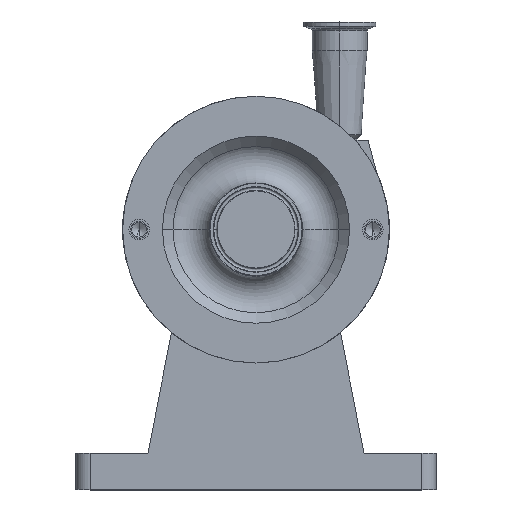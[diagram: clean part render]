
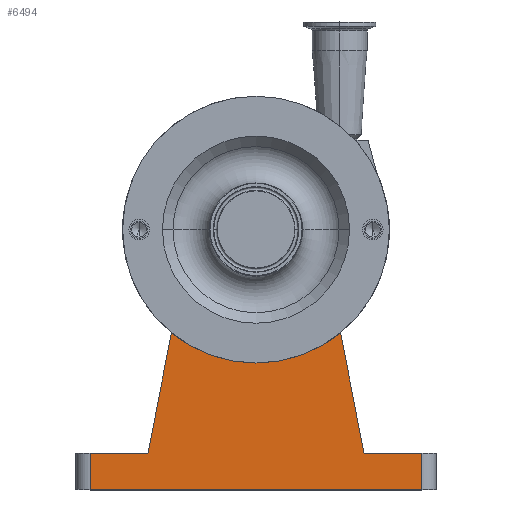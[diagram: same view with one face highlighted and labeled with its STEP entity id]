
A CAD part, top view. The second image highlights one B-rep face of the part: STEP entity #6494.
In plain terms, the highlighted planar face has unit normal (0, 0, 1).
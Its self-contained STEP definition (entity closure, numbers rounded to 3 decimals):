
#1706 = CARTESIAN_POINT ( 'NONE',  ( -47.697, -15., 125. ) ) ;
#1710 = CARTESIAN_POINT ( 'NONE',  ( 47.697, -15., 125. ) ) ;
#1746 = DIRECTION ( 'NONE',  ( 1., 0., 0. ) ) ;
#1747 = DIRECTION ( 'NONE',  ( 0., 0., -1. ) ) ;
#1756 = CIRCLE ( 'NONE', #1775, 50. ) ;
#1767 = CARTESIAN_POINT ( 'NONE',  ( 0., 0., 125. ) ) ;
#1775 = AXIS2_PLACEMENT_3D ( 'NONE', #1767, #1747, #1746 ) ;
#2276 = LINE ( 'NONE', #2325, #2322 ) ;
#2322 = VECTOR ( 'NONE', #2324, 1000. ) ;
#2324 = DIRECTION ( 'NONE',  ( -0.191, -0.982, 0. ) ) ;
#2325 = CARTESIAN_POINT ( 'NONE',  ( -47.697, -15., 125. ) ) ;
#2327 = DIRECTION ( 'NONE',  ( -0.191, 0.982, 0. ) ) ;
#2328 = VECTOR ( 'NONE', #2327, 1000. ) ;
#2333 = LINE ( 'NONE', #2334, #2328 ) ;
#2334 = CARTESIAN_POINT ( 'NONE',  ( 74.91, -155., 125. ) ) ;
#2960 = CARTESIAN_POINT ( 'NONE',  ( 115., -155., 125. ) ) ;
#3003 = DIRECTION ( 'NONE',  ( 0., 1., 0. ) ) ;
#3004 = VECTOR ( 'NONE', #3003, 1000. ) ;
#3011 = CARTESIAN_POINT ( 'NONE',  ( 115., -180., 125. ) ) ;
#3012 = CARTESIAN_POINT ( 'NONE',  ( 115., -155., 125. ) ) ;
#3013 = LINE ( 'NONE', #3012, #3004 ) ;
#3026 = CARTESIAN_POINT ( 'NONE',  ( 125., -180., 125. ) ) ;
#3032 = CARTESIAN_POINT ( 'NONE',  ( -115., -155., 125. ) ) ;
#3049 = CARTESIAN_POINT ( 'NONE',  ( -115., -180., 125. ) ) ;
#3070 = VECTOR ( 'NONE', #3079, 1000. ) ;
#3072 = DIRECTION ( 'NONE',  ( 1., 0., 0. ) ) ;
#3073 = VECTOR ( 'NONE', #3072, 1000. ) ;
#3077 = LINE ( 'NONE', #3026, #3073 ) ;
#3078 = LINE ( 'NONE', #3080, #3070 ) ;
#3079 = DIRECTION ( 'NONE',  ( 0., -1., 0. ) ) ;
#3080 = CARTESIAN_POINT ( 'NONE',  ( -115., -155., 125. ) ) ;
#5687 = CARTESIAN_POINT ( 'NONE',  ( 74.91, -155., 125. ) ) ;
#5688 = VECTOR ( 'NONE', #5747, 1000. ) ;
#5690 = CARTESIAN_POINT ( 'NONE',  ( 125., -155., 125. ) ) ;
#5691 = LINE ( 'NONE', #5690, #5688 ) ;
#5711 = CARTESIAN_POINT ( 'NONE',  ( -74.91, -155., 125. ) ) ;
#5719 = DIRECTION ( 'NONE',  ( 1., 0., 0. ) ) ;
#5720 = VECTOR ( 'NONE', #5719, 1000. ) ;
#5745 = LINE ( 'NONE', #5773, #5720 ) ;
#5747 = DIRECTION ( 'NONE',  ( 1., 0., 0. ) ) ;
#5773 = CARTESIAN_POINT ( 'NONE',  ( 125., -155., 125. ) ) ;
#5809 = FACE_OUTER_BOUND ( 'NONE', #6860, .T. ) ;
#5820 = AXIS2_PLACEMENT_3D ( 'NONE', #5871, #5870, #5869 ) ;
#5826 = PLANE ( 'NONE',  #5820 ) ;
#5869 = DIRECTION ( 'NONE',  ( -1., 0., 0. ) ) ;
#5870 = DIRECTION ( 'NONE',  ( 0., 0., -1. ) ) ;
#5871 = CARTESIAN_POINT ( 'NONE',  ( 125., -155., 125. ) ) ;
#6374 = EDGE_CURVE ( 'NONE', #6392, #8389, #5691, .T. ) ;
#6386 = VERTEX_POINT ( 'NONE', #5711 ) ;
#6392 = VERTEX_POINT ( 'NONE', #5687 ) ;
#6426 = EDGE_CURVE ( 'NONE', #8438, #6386, #5745, .T. ) ;
#6469 = ORIENTED_EDGE ( 'NONE', *, *, #6426, .F. ) ;
#6473 = ORIENTED_EDGE ( 'NONE', *, *, #8012, .T. ) ;
#6480 = ORIENTED_EDGE ( 'NONE', *, *, #7667, .T. ) ;
#6485 = ORIENTED_EDGE ( 'NONE', *, *, #6374, .F. ) ;
#6494 = ADVANCED_FACE ( 'NONE', ( #5809 ), #5826, .F. ) ;
#6858 = ORIENTED_EDGE ( 'NONE', *, *, #8013, .T. ) ;
#6860 = EDGE_LOOP ( 'NONE', ( #6469, #8009, #6866, #8156, #6485, #6473, #6480, #6858 ) ) ;
#6866 = ORIENTED_EDGE ( 'NONE', *, *, #8435, .T. ) ;
#7642 = VERTEX_POINT ( 'NONE', #1706 ) ;
#7658 = VERTEX_POINT ( 'NONE', #1710 ) ;
#7667 = EDGE_CURVE ( 'NONE', #7658, #7642, #1756, .T. ) ;
#8009 = ORIENTED_EDGE ( 'NONE', *, *, #8441, .T. ) ;
#8012 = EDGE_CURVE ( 'NONE', #6392, #7658, #2333, .T. ) ;
#8013 = EDGE_CURVE ( 'NONE', #7642, #6386, #2276, .T. ) ;
#8156 = ORIENTED_EDGE ( 'NONE', *, *, #8385, .T. ) ;
#8385 = EDGE_CURVE ( 'NONE', #8396, #8389, #3013, .T. ) ;
#8389 = VERTEX_POINT ( 'NONE', #2960 ) ;
#8396 = VERTEX_POINT ( 'NONE', #3011 ) ;
#8425 = VERTEX_POINT ( 'NONE', #3049 ) ;
#8435 = EDGE_CURVE ( 'NONE', #8425, #8396, #3077, .T. ) ;
#8438 = VERTEX_POINT ( 'NONE', #3032 ) ;
#8441 = EDGE_CURVE ( 'NONE', #8438, #8425, #3078, .T. ) ;
